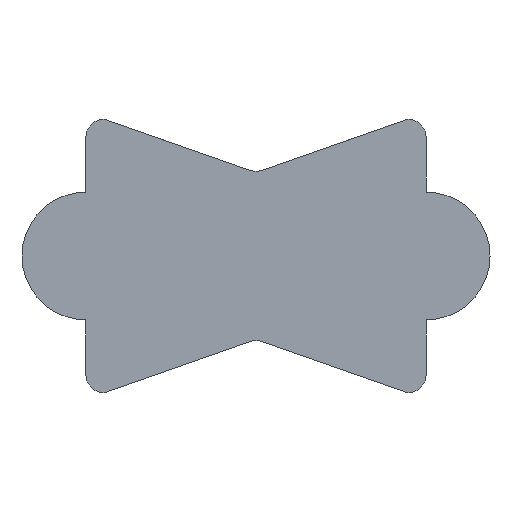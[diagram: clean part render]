
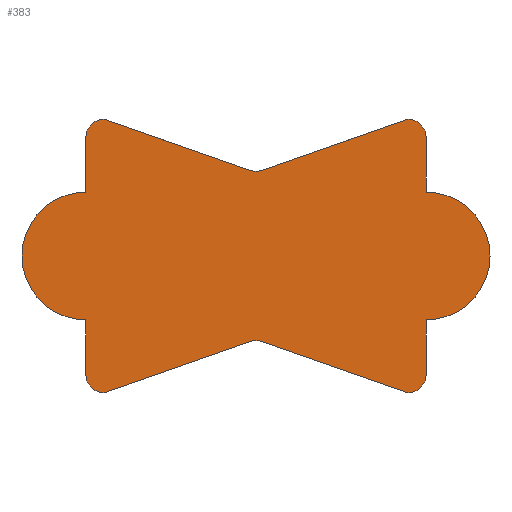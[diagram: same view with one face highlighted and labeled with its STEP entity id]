
A CAD part, front view. The second image highlights one B-rep face of the part: STEP entity #383.
In plain terms, the highlighted planar face has unit normal (0, -1, 0).
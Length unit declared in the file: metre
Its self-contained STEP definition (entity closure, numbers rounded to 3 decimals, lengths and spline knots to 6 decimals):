
#24=B_SPLINE_CURVE_WITH_KNOTS('',3,(#595,#596,#597,#598),.UNSPECIFIED.,
 .F.,.F.,(4,4),(0.,1.),.UNSPECIFIED.);
#27=CIRCLE('',#421,0.006);
#28=CIRCLE('',#422,0.021);
#29=CIRCLE('',#423,0.006);
#30=CIRCLE('',#424,0.006);
#31=CIRCLE('',#425,0.021);
#32=CIRCLE('',#426,0.006);
#33=CIRCLE('',#427,0.006);
#44=ORIENTED_EDGE('',*,*,#156,.F.);
#45=ORIENTED_EDGE('',*,*,#157,.F.);
#46=ORIENTED_EDGE('',*,*,#158,.F.);
#47=ORIENTED_EDGE('',*,*,#159,.F.);
#48=ORIENTED_EDGE('',*,*,#160,.F.);
#49=ORIENTED_EDGE('',*,*,#161,.F.);
#50=ORIENTED_EDGE('',*,*,#162,.F.);
#51=ORIENTED_EDGE('',*,*,#163,.F.);
#52=ORIENTED_EDGE('',*,*,#164,.F.);
#53=ORIENTED_EDGE('',*,*,#165,.F.);
#54=ORIENTED_EDGE('',*,*,#166,.F.);
#55=ORIENTED_EDGE('',*,*,#167,.F.);
#56=ORIENTED_EDGE('',*,*,#168,.F.);
#57=ORIENTED_EDGE('',*,*,#169,.F.);
#58=ORIENTED_EDGE('',*,*,#152,.F.);
#59=ORIENTED_EDGE('',*,*,#170,.F.);
#152=EDGE_CURVE('',#208,#209,#244,.T.);
#156=EDGE_CURVE('',#212,#213,#248,.T.);
#157=EDGE_CURVE('',#214,#212,#27,.T.);
#158=EDGE_CURVE('',#215,#214,#249,.T.);
#159=EDGE_CURVE('',#216,#215,#28,.T.);
#160=EDGE_CURVE('',#217,#216,#250,.T.);
#161=EDGE_CURVE('',#218,#217,#29,.T.);
#162=EDGE_CURVE('',#219,#218,#251,.T.);
#163=EDGE_CURVE('',#220,#219,#24,.F.);
#164=EDGE_CURVE('',#221,#220,#252,.T.);
#165=EDGE_CURVE('',#222,#221,#30,.T.);
#166=EDGE_CURVE('',#223,#222,#253,.T.);
#167=EDGE_CURVE('',#224,#223,#31,.T.);
#168=EDGE_CURVE('',#225,#224,#254,.T.);
#169=EDGE_CURVE('',#209,#225,#32,.T.);
#170=EDGE_CURVE('',#213,#208,#33,.T.);
#208=VERTEX_POINT('',#572);
#209=VERTEX_POINT('',#573);
#212=VERTEX_POINT('',#581);
#213=VERTEX_POINT('',#582);
#214=VERTEX_POINT('',#584);
#215=VERTEX_POINT('',#586);
#216=VERTEX_POINT('',#588);
#217=VERTEX_POINT('',#590);
#218=VERTEX_POINT('',#592);
#219=VERTEX_POINT('',#594);
#220=VERTEX_POINT('',#599);
#221=VERTEX_POINT('',#601);
#222=VERTEX_POINT('',#603);
#223=VERTEX_POINT('',#605);
#224=VERTEX_POINT('',#607);
#225=VERTEX_POINT('',#609);
#244=LINE('',#571,#284);
#248=LINE('',#580,#288);
#249=LINE('',#585,#289);
#250=LINE('',#589,#290);
#251=LINE('',#593,#291);
#252=LINE('',#600,#292);
#253=LINE('',#604,#293);
#254=LINE('',#608,#294);
#284=VECTOR('',#459,1.);
#288=VECTOR('',#465,1.);
#289=VECTOR('',#468,1.);
#290=VECTOR('',#471,1.);
#291=VECTOR('',#474,1.);
#292=VECTOR('',#475,1.);
#293=VECTOR('',#478,1.);
#294=VECTOR('',#481,1.);
#325=EDGE_LOOP('',(#44,#45,#46,#47,#48,#49,#50,#51,#52,#53,#54,#55,#56,
#57,#58,#59));
#347=FACE_BOUND('',#325,.T.);
#369=PLANE('',#420);
#383=ADVANCED_FACE('',(#347),#369,.F.);
#420=AXIS2_PLACEMENT_3D('',#579,#463,#464);
#421=AXIS2_PLACEMENT_3D('',#583,#466,#467);
#422=AXIS2_PLACEMENT_3D('',#587,#469,#470);
#423=AXIS2_PLACEMENT_3D('',#591,#472,#473);
#424=AXIS2_PLACEMENT_3D('',#602,#476,#477);
#425=AXIS2_PLACEMENT_3D('',#606,#479,#480);
#426=AXIS2_PLACEMENT_3D('',#610,#482,#483);
#427=AXIS2_PLACEMENT_3D('',#611,#484,#485);
#459=DIRECTION('',(0.944,0.,0.33));
#463=DIRECTION('',(0.,1.,0.));
#464=DIRECTION('',(-1.,0.,0.));
#465=DIRECTION('',(0.944,0.,-0.33));
#466=DIRECTION('',(0.,1.,0.));
#467=DIRECTION('',(-1.,0.,0.));
#468=DIRECTION('',(0.,0.,1.));
#469=DIRECTION('',(0.,1.,0.));
#470=DIRECTION('',(-1.,0.,0.));
#471=DIRECTION('',(0.,0.,1.));
#472=DIRECTION('',(0.,1.,0.));
#473=DIRECTION('',(-1.,0.,0.));
#474=DIRECTION('',(-0.944,0.,-0.33));
#475=DIRECTION('',(-0.944,0.,0.33));
#476=DIRECTION('',(0.,1.,0.));
#477=DIRECTION('',(-1.,0.,0.));
#478=DIRECTION('',(0.,0.,-1.));
#479=DIRECTION('',(0.,1.,0.));
#480=DIRECTION('',(-1.,0.,0.));
#481=DIRECTION('',(0.,0.,-1.));
#482=DIRECTION('',(0.,1.,0.));
#483=DIRECTION('',(-1.,0.,0.));
#484=DIRECTION('',(0.,-1.,0.));
#485=DIRECTION('',(1.,0.,0.));
#571=CARTESIAN_POINT('',(0.027575,-0.018,0.064651));
#572=CARTESIAN_POINT('',(0.003433,-0.018,0.056202));
#573=CARTESIAN_POINT('',(0.051716,-0.018,0.073101));
#579=CARTESIAN_POINT('',(0.001716,-0.018,0.028101));
#580=CARTESIAN_POINT('',(-0.024142,-0.018,0.064651));
#581=CARTESIAN_POINT('',(-0.048284,-0.018,0.073101));
#582=CARTESIAN_POINT('',(0.,-0.018,0.056202));
#583=CARTESIAN_POINT('',(-0.048284,-0.018,0.067101));
#584=CARTESIAN_POINT('',(-0.054284,-0.018,0.067101));
#585=CARTESIAN_POINT('',(-0.054284,-0.018,0.058101));
#586=CARTESIAN_POINT('',(-0.054284,-0.018,0.049101));
#587=CARTESIAN_POINT('',(-0.054284,-0.018,0.028101));
#588=CARTESIAN_POINT('',(-0.054284,-0.018,0.007101));
#589=CARTESIAN_POINT('',(-0.054284,-0.018,-0.001899));
#590=CARTESIAN_POINT('',(-0.054284,-0.018,-0.010899));
#591=CARTESIAN_POINT('',(-0.048284,-0.018,-0.010899));
#592=CARTESIAN_POINT('',(-0.048284,-0.018,-0.016899));
#593=CARTESIAN_POINT('',(-0.024142,-0.018,-0.00845));
#594=CARTESIAN_POINT('',(0.000001,-0.018,-0.000003));
#595=CARTESIAN_POINT('',(0.000001,-0.018,-0.000006));
#596=CARTESIAN_POINT('',(0.00112,-0.018,0.000327));
#597=CARTESIAN_POINT('',(0.002312,-0.018,0.000327));
#598=CARTESIAN_POINT('',(0.003431,-0.018,-0.000006));
#599=CARTESIAN_POINT('',(0.003432,-0.018,-0.000003));
#600=CARTESIAN_POINT('',(0.027575,-0.018,-0.00845));
#601=CARTESIAN_POINT('',(0.051716,-0.018,-0.016899));
#602=CARTESIAN_POINT('',(0.051716,-0.018,-0.010899));
#603=CARTESIAN_POINT('',(0.057716,-0.018,-0.010899));
#604=CARTESIAN_POINT('',(0.057716,-0.018,-0.001899));
#605=CARTESIAN_POINT('',(0.057716,-0.018,0.007101));
#606=CARTESIAN_POINT('',(0.057716,-0.018,0.028101));
#607=CARTESIAN_POINT('',(0.057716,-0.018,0.049101));
#608=CARTESIAN_POINT('',(0.057716,-0.018,0.058101));
#609=CARTESIAN_POINT('',(0.057716,-0.018,0.067101));
#610=CARTESIAN_POINT('',(0.051716,-0.018,0.067101));
#611=CARTESIAN_POINT('',(0.001716,-0.018,0.061951));
